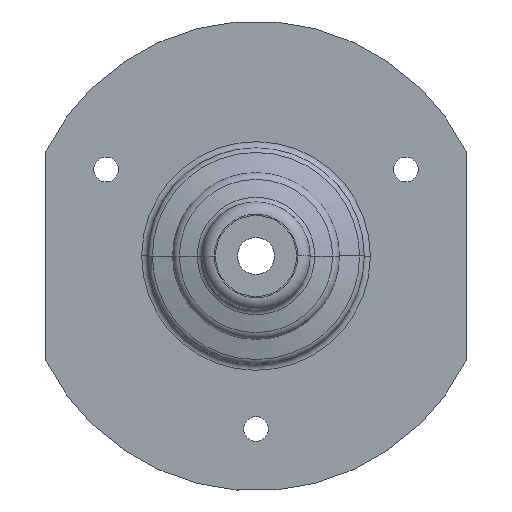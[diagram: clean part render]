
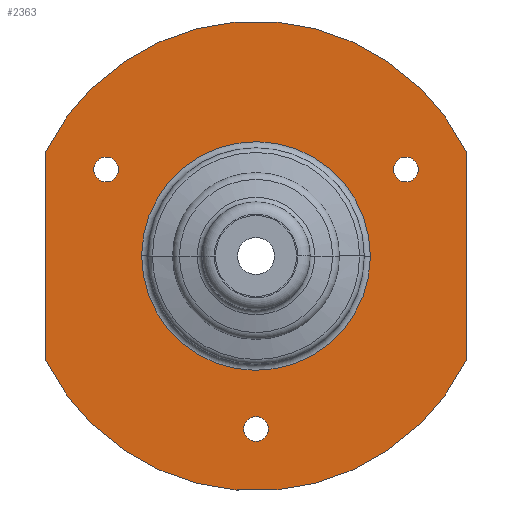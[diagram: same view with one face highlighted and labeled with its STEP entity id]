
A CAD part, front view. The second image highlights one B-rep face of the part: STEP entity #2363.
In plain terms, the highlighted planar face has unit normal (0, -1, 0).
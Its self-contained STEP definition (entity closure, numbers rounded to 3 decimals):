
#219=DIRECTION('',(0.,0.,-1.));
#220=VECTOR('',#219,33.941);
#221=CARTESIAN_POINT('',(-34.,-2.,16.971));
#222=LINE('',#221,#220);
#227=CARTESIAN_POINT('',(0.,-2.,0.));
#228=DIRECTION('',(0.,1.,0.));
#229=DIRECTION('',(-0.895,0.,0.447));
#230=AXIS2_PLACEMENT_3D('',#227,#228,#229);
#232=DIRECTION('',(0.,0.,-1.));
#233=VECTOR('',#232,33.941);
#234=CARTESIAN_POINT('',(34.,-2.,16.971));
#235=LINE('',#234,#233);
#236=CARTESIAN_POINT('',(0.,-2.,0.));
#237=DIRECTION('',(0.,1.,0.));
#238=DIRECTION('',(0.895,0.,-0.447));
#239=AXIS2_PLACEMENT_3D('',#236,#237,#238);
#241=CARTESIAN_POINT('',(0.,-2.,0.));
#242=DIRECTION('',(0.,-1.,0.));
#243=DIRECTION('',(1.,0.,0.));
#244=AXIS2_PLACEMENT_3D('',#241,#242,#243);
#246=CARTESIAN_POINT('',(0.,-2.,0.));
#247=DIRECTION('',(0.,-1.,0.));
#248=DIRECTION('',(-1.,0.,0.));
#249=AXIS2_PLACEMENT_3D('',#246,#247,#248);
#251=CARTESIAN_POINT('',(0.,-2.,-28.));
#252=DIRECTION('',(0.,-1.,0.));
#253=DIRECTION('',(-1.,0.,0.));
#254=AXIS2_PLACEMENT_3D('',#251,#252,#253);
#256=CARTESIAN_POINT('',(0.,-2.,-28.));
#257=DIRECTION('',(0.,-1.,0.));
#258=DIRECTION('',(1.,0.,0.));
#259=AXIS2_PLACEMENT_3D('',#256,#257,#258);
#261=CARTESIAN_POINT('',(24.249,-2.,14.));
#262=DIRECTION('',(0.,-1.,0.));
#263=DIRECTION('',(-1.,0.,0.));
#264=AXIS2_PLACEMENT_3D('',#261,#262,#263);
#266=CARTESIAN_POINT('',(24.249,-2.,14.));
#267=DIRECTION('',(0.,-1.,0.));
#268=DIRECTION('',(1.,0.,0.));
#269=AXIS2_PLACEMENT_3D('',#266,#267,#268);
#271=CARTESIAN_POINT('',(-24.249,-2.,14.));
#272=DIRECTION('',(0.,-1.,0.));
#273=DIRECTION('',(-1.,0.,0.));
#274=AXIS2_PLACEMENT_3D('',#271,#272,#273);
#276=CARTESIAN_POINT('',(-24.249,-2.,14.));
#277=DIRECTION('',(0.,-1.,0.));
#278=DIRECTION('',(1.,0.,0.));
#279=AXIS2_PLACEMENT_3D('',#276,#277,#278);
#281=CARTESIAN_POINT('',(0.,-2.,0.));
#282=DIRECTION('',(0.,1.,0.));
#283=DIRECTION('',(-1.,0.,0.));
#284=AXIS2_PLACEMENT_3D('',#281,#282,#283);
#301=CARTESIAN_POINT('',(0.,-2.,0.));
#302=DIRECTION('',(0.,1.,0.));
#303=DIRECTION('',(1.,0.,0.));
#304=AXIS2_PLACEMENT_3D('',#301,#302,#303);
#1690=CARTESIAN_POINT('',(34.,-2.,16.971));
#1691=VERTEX_POINT('',#1690);
#1692=CARTESIAN_POINT('',(-34.,-2.,16.971));
#1693=VERTEX_POINT('',#1692);
#1694=CARTESIAN_POINT('',(34.,-2.,-16.971));
#1696=VERTEX_POINT('',#1694);
#1700=CARTESIAN_POINT('',(-34.,-2.,-16.971));
#1701=VERTEX_POINT('',#1700);
#1702=CARTESIAN_POINT('',(18.5,-2.,
0.006));
#1703=CARTESIAN_POINT('',(-18.499,-2.,
0.228));
#1704=VERTEX_POINT('',#1702);
#1705=VERTEX_POINT('',#1703);
#1706=CARTESIAN_POINT('',(-18.5,-2.,
-0.006));
#1707=VERTEX_POINT('',#1706);
#1708=CARTESIAN_POINT('',(18.499,-2.,
-0.228));
#1709=VERTEX_POINT('',#1708);
#1710=CARTESIAN_POINT('',(-2.,-2.,-28.));
#1711=CARTESIAN_POINT('',(2.,-2.,-28.));
#1712=VERTEX_POINT('',#1710);
#1713=VERTEX_POINT('',#1711);
#1714=CARTESIAN_POINT('',(22.249,-2.,14.));
#1715=CARTESIAN_POINT('',(26.249,-2.,14.));
#1716=VERTEX_POINT('',#1714);
#1717=VERTEX_POINT('',#1715);
#1718=CARTESIAN_POINT('',(-26.249,-2.,14.));
#1719=CARTESIAN_POINT('',(-22.249,-2.,14.));
#1720=VERTEX_POINT('',#1718);
#1721=VERTEX_POINT('',#1719);
#2324=CARTESIAN_POINT('',(0.,-2.,0.));
#2325=DIRECTION('',(0.,-1.,0.));
#2326=DIRECTION('',(-1.,0.,0.));
#2327=AXIS2_PLACEMENT_3D('',#2324,#2325,#2326);
#2328=PLANE('',#2327);
#2329=ORIENTED_EDGE('',*,*,#2316,.F.);
#2330=ORIENTED_EDGE('',*,*,#2246,.T.);
#2331=ORIENTED_EDGE('',*,*,#2264,.T.);
#2332=ORIENTED_EDGE('',*,*,#2305,.T.);
#2333=EDGE_LOOP('',(#2329,#2330,#2331,#2332));
#2334=FACE_OUTER_BOUND('',#2333,.F.);
#2336=ORIENTED_EDGE('',*,*,#2335,.T.);
#2338=ORIENTED_EDGE('',*,*,#2337,.F.);
#2340=ORIENTED_EDGE('',*,*,#2339,.T.);
#2342=ORIENTED_EDGE('',*,*,#2341,.F.);
#2343=EDGE_LOOP('',(#2336,#2338,#2340,#2342));
#2344=FACE_BOUND('',#2343,.F.);
#2346=ORIENTED_EDGE('',*,*,#2345,.T.);
#2348=ORIENTED_EDGE('',*,*,#2347,.T.);
#2349=EDGE_LOOP('',(#2346,#2348));
#2350=FACE_BOUND('',#2349,.F.);
#2352=ORIENTED_EDGE('',*,*,#2351,.T.);
#2354=ORIENTED_EDGE('',*,*,#2353,.T.);
#2355=EDGE_LOOP('',(#2352,#2354));
#2356=FACE_BOUND('',#2355,.F.);
#2358=ORIENTED_EDGE('',*,*,#2357,.T.);
#2360=ORIENTED_EDGE('',*,*,#2359,.T.);
#2361=EDGE_LOOP('',(#2358,#2360));
#2362=FACE_BOUND('',#2361,.F.);
#2363=ADVANCED_FACE('',(#2334,#2344,#2350,#2356,#2362),#2328,.T.);
#231=CIRCLE('',#230,38.);
#240=CIRCLE('',#239,38.);
#245=CIRCLE('',#244,18.5);
#250=CIRCLE('',#249,18.5);
#255=CIRCLE('',#254,2.);
#260=CIRCLE('',#259,2.);
#265=CIRCLE('',#264,2.);
#270=CIRCLE('',#269,2.);
#275=CIRCLE('',#274,2.);
#280=CIRCLE('',#279,2.);
#285=CIRCLE('',#284,18.5);
#305=CIRCLE('',#304,18.5);
#2246=EDGE_CURVE('',#1693,#1691,#231,.T.);
#2264=EDGE_CURVE('',#1691,#1696,#235,.T.);
#2305=EDGE_CURVE('',#1696,#1701,#240,.T.);
#2316=EDGE_CURVE('',#1693,#1701,#222,.T.);
#2335=EDGE_CURVE('',#1704,#1705,#245,.T.);
#2337=EDGE_CURVE('',#1707,#1705,#285,.T.);
#2339=EDGE_CURVE('',#1707,#1709,#250,.T.);
#2341=EDGE_CURVE('',#1704,#1709,#305,.T.);
#2345=EDGE_CURVE('',#1712,#1713,#255,.T.);
#2347=EDGE_CURVE('',#1713,#1712,#260,.T.);
#2351=EDGE_CURVE('',#1716,#1717,#265,.T.);
#2353=EDGE_CURVE('',#1717,#1716,#270,.T.);
#2357=EDGE_CURVE('',#1720,#1721,#275,.T.);
#2359=EDGE_CURVE('',#1721,#1720,#280,.T.);
